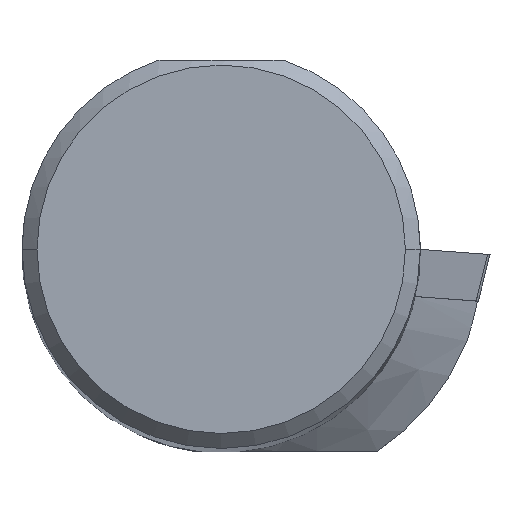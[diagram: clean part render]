
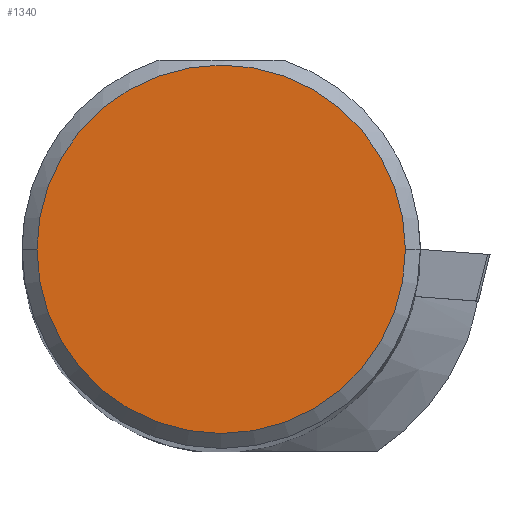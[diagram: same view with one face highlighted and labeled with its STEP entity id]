
A CAD part, top view. The second image highlights one B-rep face of the part: STEP entity #1340.
In plain terms, the highlighted planar face has unit normal (0, 0, 1).
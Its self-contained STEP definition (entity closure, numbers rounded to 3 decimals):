
#722=CARTESIAN_POINT('',(0.,0.,0.));
#723=DIRECTION('',(0.,0.,1.));
#724=DIRECTION('',(-1.,0.,0.));
#725=AXIS2_PLACEMENT_3D('',#722,#723,#724);
#730=CARTESIAN_POINT('',(0.,0.,0.));
#731=DIRECTION('',(0.,0.,-1.));
#732=DIRECTION('',(-1.,0.,0.));
#733=AXIS2_PLACEMENT_3D('',#730,#731,#732);
#739=CARTESIAN_POINT('',(-18.5,0.,0.));
#741=VERTEX_POINT('',#739);
#743=CARTESIAN_POINT('',(18.5,0.,0.));
#745=VERTEX_POINT('',#743);
#1331=CARTESIAN_POINT('',(0.,0.,0.));
#1332=DIRECTION('',(0.,0.,-1.));
#1333=DIRECTION('',(1.,0.,0.));
#1334=AXIS2_PLACEMENT_3D('',#1331,#1332,#1333);
#1335=PLANE('',#1334);
#1336=ORIENTED_EDGE('',*,*,#1294,.F.);
#1337=ORIENTED_EDGE('',*,*,#1317,.T.);
#1338=EDGE_LOOP('',(#1336,#1337));
#1339=FACE_OUTER_BOUND('',#1338,.F.);
#726=CIRCLE('',#725,18.5);
#734=CIRCLE('',#733,18.5);
#1294=EDGE_CURVE('',#741,#745,#726,.T.);
#1317=EDGE_CURVE('',#741,#745,#734,.T.);
#1340=ADVANCED_FACE('',(#1339),#1335,.F.);
